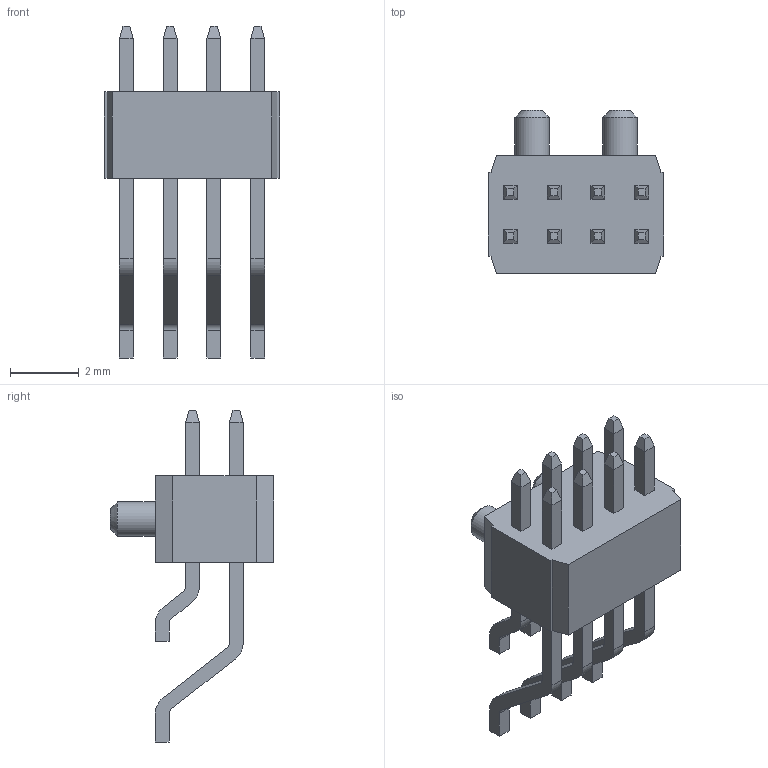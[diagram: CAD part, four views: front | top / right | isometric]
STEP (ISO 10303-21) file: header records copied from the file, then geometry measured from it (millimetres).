
FILE_DESCRIPTION(/* description */ (''),/* implementation_level */ '2;1');
FILE_NAME(/* name */ '7076-2-20-008-xx-10-Dummy.stp',/* time_stamp */ '2021-05-11T12:49:47+02:00',/* author */ ('Andreas.Larin'),/* organization */ (''),/* preprocessor_version */ 'ST-DEVELOPER v15.6',/* originating_system */ 'Autodesk Inventor 2015',/* authorisation */ '');
FILE_SCHEMA (('AUTOMOTIVE_DESIGN { 1 0 10303 214 3 1 1 }'));
Length unit declared in the file: centimetre
Products named in the file (1): 7076-2-20-008-xx-10-Dummy
Bounding box: 5.08 x 4.73 x 9.63 mm (x, y, z)
Volume: 52.5 mm3; surface area: 166.4 mm2
Topology: 1 solids, 1 shells, 228 faces, 560 edges, 352 vertices
Faces by surface type: plane 192, cylinder 34, cone 2
Full cylindrical faces by diameter (mm): 1 x2
Entity records: 6548 total; most frequent: CARTESIAN_POINT 1133, ORIENTED_EDGE 1108, DIRECTION 1082, EDGE_CURVE 554, LINE 484, VECTOR 484, VERTEX_POINT 350, AXIS2_PLACEMENT_3D 299
